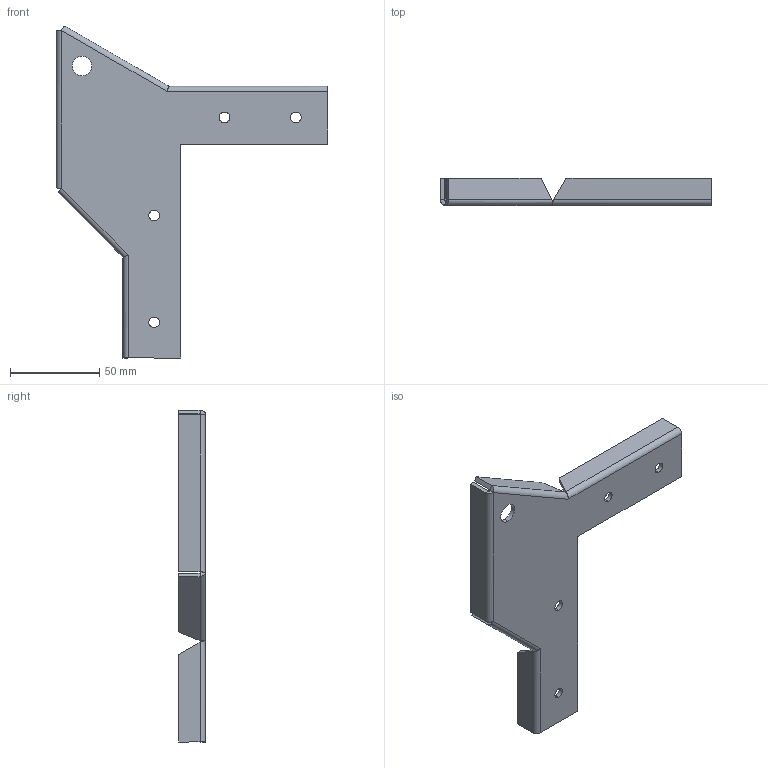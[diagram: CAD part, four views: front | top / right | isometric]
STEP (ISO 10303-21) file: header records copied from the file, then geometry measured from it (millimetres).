
FILE_DESCRIPTION (( 'STEP AP203' ), '1' );
FILE_NAME ('M4512H 1-CEILING HAPING KIT.STEP', '2024-07-03T11:33:55', ( '' ), ( '' ), 'SwSTEP 2.0', 'SolidWorks 2023', '' );
FILE_SCHEMA (( 'CONFIG_CONTROL_DESIGN' ));
Length unit declared in the file: millimetre
Products named in the file (1): M4512H 1-CEILING HAPING KIT
Bounding box: 152.5 x 15 x 186.31 mm (x, y, z)
Volume: 38526.2 mm3; surface area: 32949.6 mm2
Topology: 1 solids, 1 shells, 61 faces, 137 edges, 78 vertices
Faces by surface type: plane 33, cylinder 20, bspline 8
Entity records: 2128 total; most frequent: CARTESIAN_POINT 729, ORIENTED_EDGE 274, DIRECTION 253, EDGE_CURVE 137, LINE 97, VECTOR 97, AXIS2_PLACEMENT_3D 78, VERTEX_POINT 78
